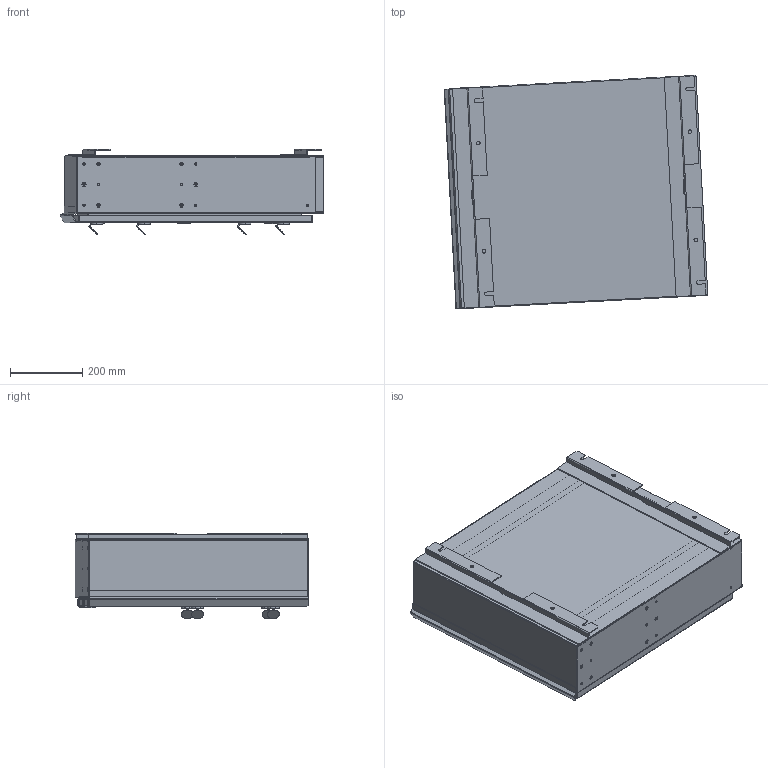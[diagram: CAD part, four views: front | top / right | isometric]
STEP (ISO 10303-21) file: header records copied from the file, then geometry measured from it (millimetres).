
FILE_DESCRIPTION (( 'STEP AP203' ), '1' );
FILE_NAME ('Assemblage-ENCLOSURE(C).STEP', '2021-10-28T12:16:52', ( ' ' ), ( '' ), 'SwSTEP 2.0', 'SolidWorks 2011', '' );
FILE_SCHEMA (( 'CONFIG_CONTROL_DESIGN' ));
Length unit declared in the file: millimetre
Products named in the file (33): Assemblage-ENCLOSURE(C); AssemblagePORTE; AC04506760PA; AssemblageVERROU316L; ECROUVEROU; VISVERROUM6; CA02405480PCcame28; RO02411250CPL; JOINTVERROU-IP65; CO02960130PCL; CH04568150PCL; CH04568150PCLP2; CH04568150PCLP3; CH04568150PCLP1; Assemblage-PORTE-OMEGA; PASTILLE DE MASQUAGEØ32; Assemblage-ENCLOSURE-OMEGA; ENCLOSURE-OMEGA-PORTE; ENCLOSURE-PORTE; Assemblage-CORPS-ENCLOSURE; SCOTCH60X15; 31807008201; Assemblage-ENCLOSURE-OMEGA-CORPS; ENCLOSURE-OMEGA-CORPS; INSERTHM6X30IN; ENCLOSURE-BARRE-MONTAGE; ENCLOSURE-CASQUETTE; ENCLOSURE-CORPS; INSERTHM6X30BIN; FHSM5X15_PEM FHS-M5-15 ---N; ENCLOSURE-RETOUR-SOCLE; ENCLOSURE-SOCLE
Assembly tree (90 placements, depth 5):
  Assemblage-ENCLOSURE(C)
    AssemblagePORTE
      Assemblage-PORTE-OMEGA
        ENCLOSURE-PORTE
        Assemblage-ENCLOSURE-OMEGA
          INSERTHM6X30IN  x6
          ENCLOSURE-OMEGA-PORTE
        SCOTCH60X15  x3
        PASTILLE DE MASQUAGEØ32  x4
      CH04568150PCL  x3
        CH04568150PCLP2
        CH04568150PCLP3
        CH04568150PCLP1
      AC04506760PA  x4
      AssemblageVERROU316L  x4
        ECROUVEROU
        VISVERROUM6
        CA02405480PCcame28
        RO02411250CPL
        JOINTVERROU-IP65
        CO02960130PCL
    Assemblage-CORPS-ENCLOSURE
      ENCLOSURE-CORPS
        INSERTHM6X30BIN  x12
        FHSM5X15_PEM FHS-M5-15 ---N  x14
        ENCLOSURE-CORPS
      SCOTCH60X15  x6
      Assemblage-ENCLOSURE-OMEGA-CORPS  x2
        INSERTHM6X30IN
        ENCLOSURE-OMEGA-CORPS
      31807008201
      ENCLOSURE-CASQUETTE
      ENCLOSURE-BARRE-MONTAGE  x2
      ENCLOSURE-RETOUR-SOCLE
      ENCLOSURE-SOCLE
Bounding box: 730.01 x 645.93 x 237.08 mm (x, y, z)
Volume: 3832833.6 mm3; surface area: 3813396.5 mm2
Topology: 83 solids, 163 shells, 5833 faces, 14923 edges, 9427 vertices
Faces by surface type: plane 3370, cylinder 1284, cone 778, bspline 281, torus 120
Entity records: 55475 total; most frequent: CARTESIAN_POINT 12280, ORIENTED_EDGE 7975, DIRECTION 7797, EDGE_CURVE 3998, LINE 2707, VECTOR 2707, AXIS2_PLACEMENT_3D 2545, VERTEX_POINT 2491
